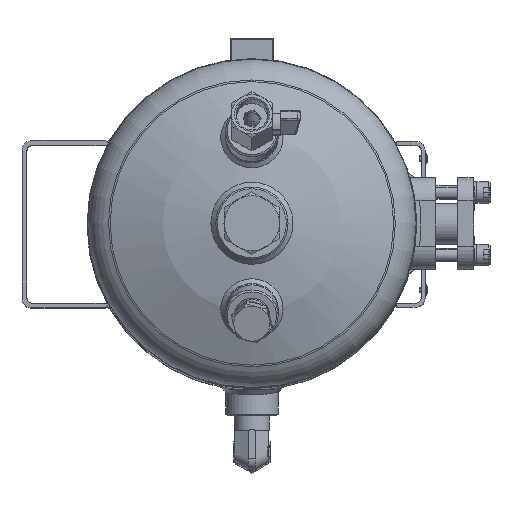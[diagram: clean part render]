
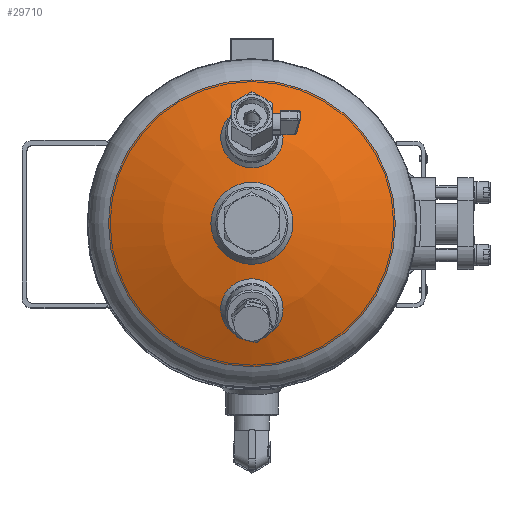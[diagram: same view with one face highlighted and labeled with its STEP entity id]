
A CAD part, top view. The second image highlights one B-rep face of the part: STEP entity #29710.
In plain terms, the highlighted spherical face has radius 202.3 mm.
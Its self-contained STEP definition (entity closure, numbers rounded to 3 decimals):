
#254=SPHERICAL_SURFACE('',#35310,202.3);
#7502=ORIENTED_EDGE('',*,*,#16010,.T.);
#7503=ORIENTED_EDGE('',*,*,#16014,.T.);
#7504=ORIENTED_EDGE('',*,*,#16015,.F.);
#7505=ORIENTED_EDGE('',*,*,#16016,.F.);
#16010=EDGE_CURVE('',#20327,#20327,#23356,.T.);
#16014=EDGE_CURVE('',#20331,#20331,#23360,.T.);
#16015=EDGE_CURVE('',#20332,#20332,#23361,.T.);
#16016=EDGE_CURVE('',#20333,#20333,#23362,.F.);
#20327=VERTEX_POINT('',#45453);
#20331=VERTEX_POINT('',#45463);
#20332=VERTEX_POINT('',#45465);
#20333=VERTEX_POINT('',#45467);
#23356=CIRCLE('',#35305,15.);
#23360=CIRCLE('',#35311,15.);
#23361=CIRCLE('',#35312,87.326);
#23362=CIRCLE('',#35313,20.);
#24338=EDGE_LOOP('',(#7502));
#24339=EDGE_LOOP('',(#7503));
#24340=EDGE_LOOP('',(#7504));
#24341=EDGE_LOOP('',(#7505));
#26829=FACE_BOUND('',#24338,.T.);
#26830=FACE_BOUND('',#24339,.T.);
#26831=FACE_BOUND('',#24340,.T.);
#26832=FACE_BOUND('',#24341,.T.);
#29710=ADVANCED_FACE('',(#26829,#26830,#26831,#26832),#254,.T.);
#35305=AXIS2_PLACEMENT_3D('',#45452,#38253,#38254);
#35310=AXIS2_PLACEMENT_3D('',#45461,#38263,#38264);
#35311=AXIS2_PLACEMENT_3D('',#45462,#38265,#38266);
#35312=AXIS2_PLACEMENT_3D('',#45464,#38267,#38268);
#35313=AXIS2_PLACEMENT_3D('',#45466,#38269,#38270);
#38253=DIRECTION('',(0.259,0.,-0.966));
#38254=DIRECTION('',(0.966,0.,0.259));
#38263=DIRECTION('',(0.,0.,-1.));
#38264=DIRECTION('',(1.,0.,0.));
#38265=DIRECTION('',(-0.259,0.,-0.966));
#38266=DIRECTION('',(-0.966,0.,0.259));
#38267=DIRECTION('',(0.,0.,-1.));
#38268=DIRECTION('',(-1.,0.,0.));
#38269=DIRECTION('',(0.,0.,-1.));
#38270=DIRECTION('',(-1.,0.,0.));
#45452=CARTESIAN_POINT('',(-52.215,0.,46.028));
#45453=CARTESIAN_POINT('',(-37.726,0.,49.911));
#45461=CARTESIAN_POINT('',(0.,0.,-148.841));
#45462=CARTESIAN_POINT('',(52.215,0.,46.028));
#45463=CARTESIAN_POINT('',(37.726,0.,49.911));
#45464=CARTESIAN_POINT('',(0.,0.,33.641));
#45465=CARTESIAN_POINT('',(-87.326,0.,33.641));
#45466=CARTESIAN_POINT('',(0.,0.,52.468));
#45467=CARTESIAN_POINT('',(-20.,0.,52.468));
